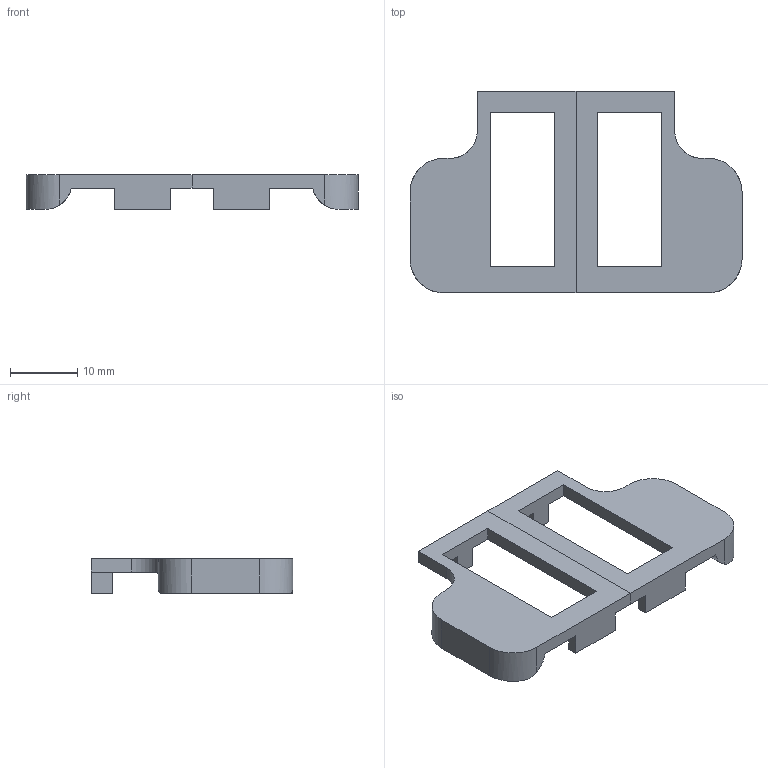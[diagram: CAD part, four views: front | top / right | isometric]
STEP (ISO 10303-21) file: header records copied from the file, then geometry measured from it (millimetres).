
FILE_DESCRIPTION(/* description */ ('STEP AP242','CAx-IF Rec.Pracs.---Representation and Presentation of Product Manufacturing Information (PMI)---4.0---2014-10-13','CAx-IF Rec.Pracs.---3D Tessellated Geometry---0.4---2014-09-14','2;1'),/* implementation_level */ '2;1');
FILE_NAME(/* name */ '3D_PRINT Flag Motor Lock',/* time_stamp */ '2023-09-05T20:40:53Z',/* author */ (''),/* organization */ (''),/* preprocessor_version */ 'ST-DEVELOPER v19.4',/* originating_system */ ' ',/* authorisation */ ' ');
FILE_SCHEMA (('AP242_MANAGED_MODEL_BASED_3D_ENGINEERING_MIM_LF { 1 0 10303 442 1 1 4 }'));
Length unit declared in the file: metre
Products named in the file (2): 3D_PRINT Door0 Key; 3D_PRINT Door3 Key
Bounding box: 49.4 x 30 x 5.18 mm (x, y, z)
Volume: 2466.8 mm3; surface area: 2773.7 mm2
Topology: 2 solids, 2 shells, 48 faces, 138 edges, 92 vertices
Faces by surface type: plane 40, cylinder 8
Entity records: 1620 total; most frequent: CARTESIAN_POINT 298, ORIENTED_EDGE 276, DIRECTION 248, EDGE_CURVE 138, LINE 116, VECTOR 116, VERTEX_POINT 92, AXIS2_PLACEMENT_3D 66
